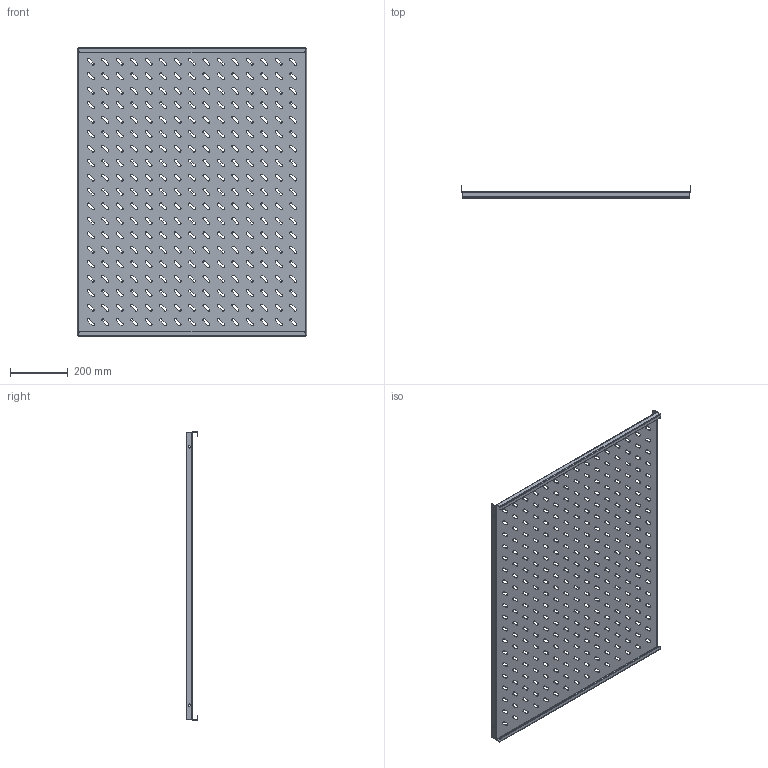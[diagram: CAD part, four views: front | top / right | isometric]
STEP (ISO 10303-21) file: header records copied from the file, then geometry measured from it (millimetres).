
FILE_DESCRIPTION (( 'STEP AP214' ), '1' );
FILE_NAME ('945.292.STEP', '2024-09-23T06:41:56', ( '' ), ( '' ), 'SwSTEP 2.0', 'SolidWorks 2021', '' );
FILE_SCHEMA (( 'AUTOMOTIVE_DESIGN' ));
Length unit declared in the file: millimetre
Products named in the file (1): 945.292
Bounding box: 792 x 41 x 997 mm (x, y, z)
Volume: 1210322.2 mm3; surface area: 1649776.3 mm2
Topology: 1 solids, 1 shells, 1493 faces, 4445 edges, 2954 vertices
Faces by surface type: cylinder 883, plane 610
Entity records: 51931 total; most frequent: DIRECTION 9199, CARTESIAN_POINT 8893, ORIENTED_EDGE 8890, EDGE_CURVE 4445, AXIS2_PLACEMENT_3D 3260, VERTEX_POINT 2954, VECTOR 2679, LINE 2679
